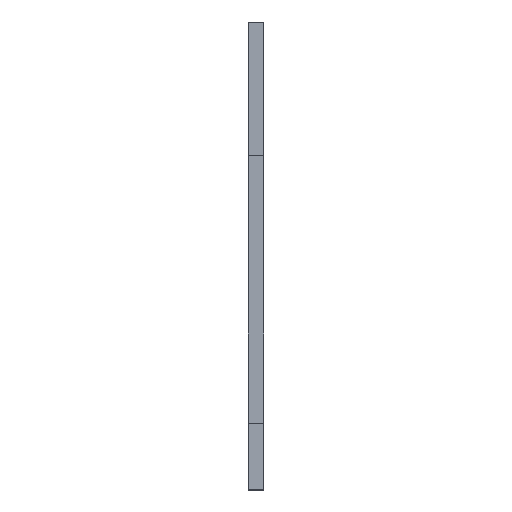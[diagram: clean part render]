
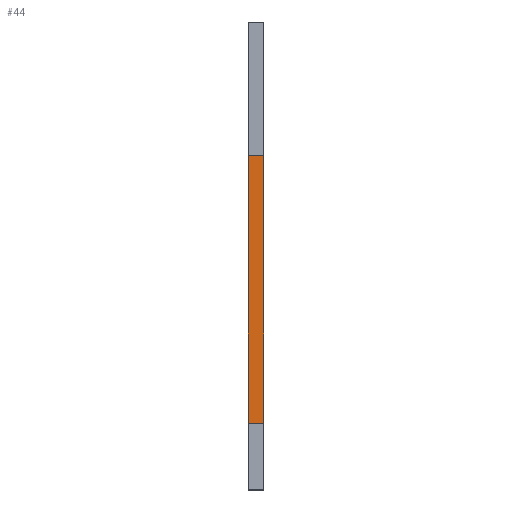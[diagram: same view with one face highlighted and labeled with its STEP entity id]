
A CAD part, left-side view. The second image highlights one B-rep face of the part: STEP entity #44.
In plain terms, the highlighted planar face has unit normal (-1, 0, 0).
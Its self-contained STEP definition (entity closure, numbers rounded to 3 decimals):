
#17 = EDGE_LOOP ( 'NONE', ( #949, #411, #781, #150 ) ) ;
#44 = ADVANCED_FACE ( 'NONE', ( #283 ), #430, .T. ) ;
#72 = LINE ( 'NONE', #240, #470 ) ;
#83 = CARTESIAN_POINT ( 'NONE',  ( -30., 2., 0. ) ) ;
#109 = DIRECTION ( 'NONE',  ( -1., 0., 0. ) ) ;
#117 = LINE ( 'NONE', #407, #382 ) ;
#125 = CARTESIAN_POINT ( 'NONE',  ( -30., 2., -24. ) ) ;
#150 = ORIENTED_EDGE ( 'NONE', *, *, #357, .F. ) ;
#151 = VERTEX_POINT ( 'NONE', #285 ) ;
#168 = DIRECTION ( 'NONE',  ( 0., 0., 1. ) ) ;
#240 = CARTESIAN_POINT ( 'NONE',  ( -30., 2., -24. ) ) ;
#283 = FACE_OUTER_BOUND ( 'NONE', #17, .T. ) ;
#284 = VERTEX_POINT ( 'NONE', #465 ) ;
#285 = CARTESIAN_POINT ( 'NONE',  ( -30., 2., -24. ) ) ;
#357 = EDGE_CURVE ( 'NONE', #151, #284, #72, .T. ) ;
#364 = CARTESIAN_POINT ( 'NONE',  ( -30., 2., -24. ) ) ;
#382 = VECTOR ( 'NONE', #168, 1000. ) ;
#407 = CARTESIAN_POINT ( 'NONE',  ( -30., 0.6, 0. ) ) ;
#411 = ORIENTED_EDGE ( 'NONE', *, *, #464, .T. ) ;
#428 = EDGE_CURVE ( 'NONE', #460, #284, #876, .T. ) ;
#430 = PLANE ( 'NONE',  #600 ) ;
#460 = VERTEX_POINT ( 'NONE', #645 ) ;
#464 = EDGE_CURVE ( 'NONE', #991, #460, #117, .T. ) ;
#465 = CARTESIAN_POINT ( 'NONE',  ( -30., 2., 0. ) ) ;
#470 = VECTOR ( 'NONE', #633, 1000. ) ;
#513 = DIRECTION ( 'NONE',  ( 0., 0., 1. ) ) ;
#539 = VECTOR ( 'NONE', #947, 1000. ) ;
#600 = AXIS2_PLACEMENT_3D ( 'NONE', #364, #109, #513 ) ;
#633 = DIRECTION ( 'NONE',  ( 0., 0., 1. ) ) ;
#638 = CARTESIAN_POINT ( 'NONE',  ( -30., 0.6, -24. ) ) ;
#645 = CARTESIAN_POINT ( 'NONE',  ( -30., 0.6, 0. ) ) ;
#709 = EDGE_CURVE ( 'NONE', #991, #151, #936, .T. ) ;
#781 = ORIENTED_EDGE ( 'NONE', *, *, #428, .T. ) ;
#784 = VECTOR ( 'NONE', #823, 1000. ) ;
#823 = DIRECTION ( 'NONE',  ( 0., 1., 0. ) ) ;
#876 = LINE ( 'NONE', #83, #539 ) ;
#936 = LINE ( 'NONE', #125, #784 ) ;
#947 = DIRECTION ( 'NONE',  ( 0., 1., 0. ) ) ;
#949 = ORIENTED_EDGE ( 'NONE', *, *, #709, .F. ) ;
#991 = VERTEX_POINT ( 'NONE', #638 ) ;
